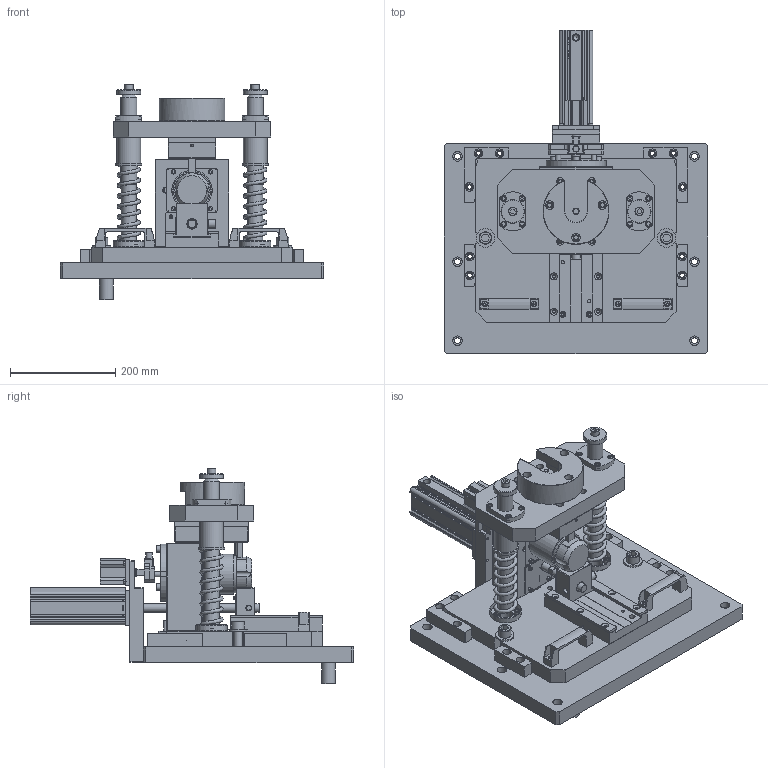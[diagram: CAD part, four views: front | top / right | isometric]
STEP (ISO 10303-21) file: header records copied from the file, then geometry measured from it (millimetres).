
FILE_DESCRIPTION(('FreeCAD Model'),'2;1');
FILE_NAME('Open CASCADE Shape Model','2025-05-09T17:42:03',('FreeCAD'),( 'FreeCAD'),'Open CASCADE STEP processor 7.6','FreeCAD','Unknown');
FILE_SCHEMA(('AUTOMOTIVE_DESIGN { 1 0 10303 214 1 1 1 1 }'));
Products named in the file (1): Open CASCADE STEP translator 7.6 1
Bounding box: 500 x 614.5 x 408.8 mm (x, y, z)
Volume: 15718533.5 mm3; surface area: 2017061.7 mm2
Topology: 111 solids, 111 shells, 2376 faces, 5676 edges, 3726 vertices
Faces by surface type: plane 1433, cylinder 696, cone 222, bspline 16, torus 9
Full cylindrical faces by diameter (mm): 0.5 x4, 0.75 x4, 2.05 x4, 2.5 x2, 3.242 x20, 4 x10, 4.134 x16, 4.495 x2, 4.5 x8, 4.917 x42, 5 x15, 5.5 x9, 6 x40, 6.5 x22, 6.6 x20, 6.647 x19, 7 x10, 8 x41, 8.376 x21, 8.5 x8, 9 x20, 9.5 x1, 10 x36, 10.5 x6, 10.7 x2, 11 x36, 12 x7, 13 x12, 13.835 x2, 14 x8
Entity records: 72579 total; most frequent: CARTESIAN_POINT 16711, DIRECTION 11358, ORIENTED_EDGE 11270, EDGE_CURVE 5635, AXIS2_PLACEMENT_3D 4246, VERTEX_POINT 3726, FACE_BOUND 3081, EDGE_LOOP 3081
